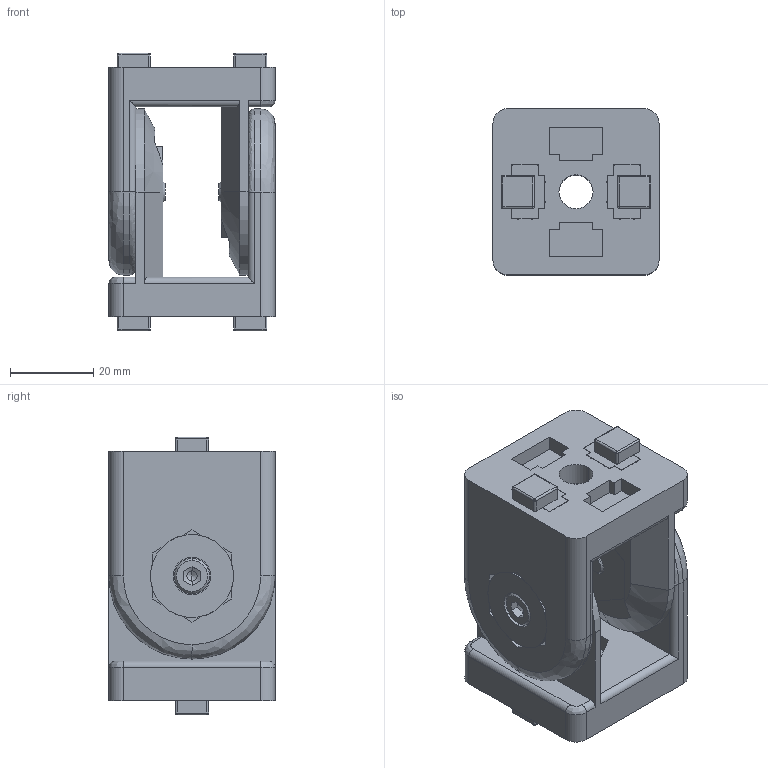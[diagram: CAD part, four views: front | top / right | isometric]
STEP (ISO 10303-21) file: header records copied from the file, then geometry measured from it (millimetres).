
FILE_DESCRIPTION (( 'STEP AP214' ), '1' );
FILE_NAME ('SZ1020N Heavy Duty Joint 40x40. Natural.STEP', '2021-10-20T14:30:22', ( '' ), ( '' ), 'SwSTEP 2.0', 'SolidWorks 2021', '' );
FILE_SCHEMA (( 'AUTOMOTIVE_DESIGN' ));
Length unit declared in the file: millimetre
Products named in the file (1): SZ1020N Heavy Duty Joint 40x40. Natural
Bounding box: 40 x 40 x 66.8 mm (x, y, z)
Volume: 58303.3 mm3; surface area: 30482.2 mm2
Topology: 12 solids, 12 shells, 590 faces, 1556 edges, 994 vertices
Faces by surface type: plane 320, cylinder 214, bspline 28, cone 28
Entity records: 25261 total; most frequent: CARTESIAN_POINT 3893, DIRECTION 3092, ORIENTED_EDGE 3072, EDGE_CURVE 1536, LINE 1034, VECTOR 1034, AXIS2_PLACEMENT_3D 1029, VERTEX_POINT 994
